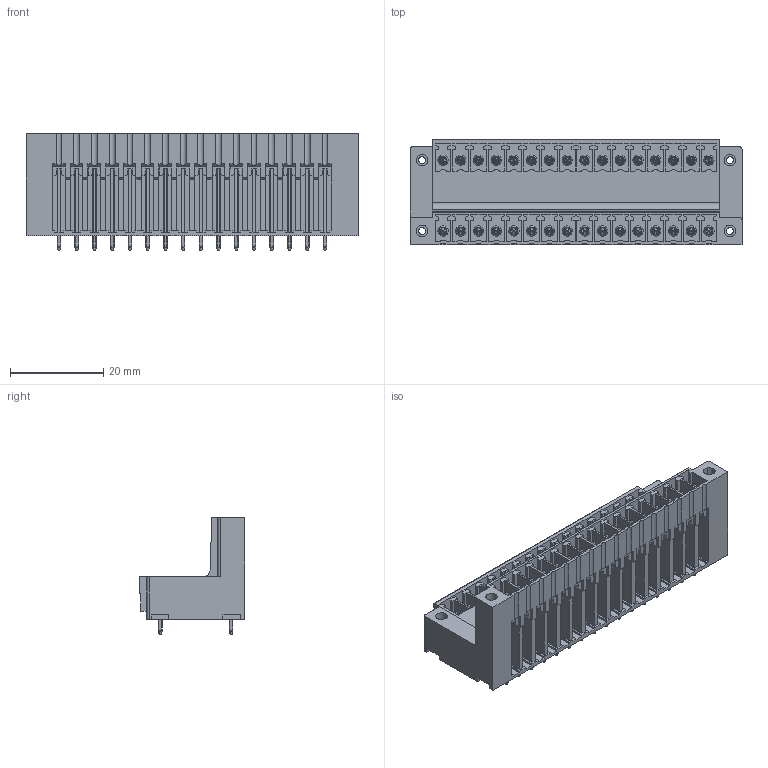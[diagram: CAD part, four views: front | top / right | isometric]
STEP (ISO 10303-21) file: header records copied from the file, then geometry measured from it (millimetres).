
FILE_DESCRIPTION(('CATIA V5 STEP Exchange','CAx-IF Rec.Pracs.--- Model Styling and Organization---1.2---2011-12-15'),'2;1');
FILE_NAME ('D1447359_0', '2018-10-05T08:57:11+00:00', ('none'), ('Weidmueller'), 'CATIA Version 5-6 Release 2014', 'CATIA V5 STEP AP214', 'none');
FILE_SCHEMA(('AUTOMOTIVE_DESIGN { 1 0 10303 214 1 1 1 1 }'));
Products named in the file (1): 1036110000
Bounding box: 71.35 x 22.7 x 25.1 mm (x, y, z)
Volume: 14218.5 mm3; surface area: 16267.8 mm2
Topology: 33 solids, 33 shells, 1936 faces, 5356 edges, 3558 vertices
Faces by surface type: plane 1271, cylinder 405, cone 196, torus 64
Entity records: 62655 total; most frequent: CARTESIAN_POINT 18409, ORIENTED_EDGE 10712, DIRECTION 6486, EDGE_CURVE 5356, VECTOR 3756, LINE 3756, VERTEX_POINT 3558, EDGE_LOOP 2112
